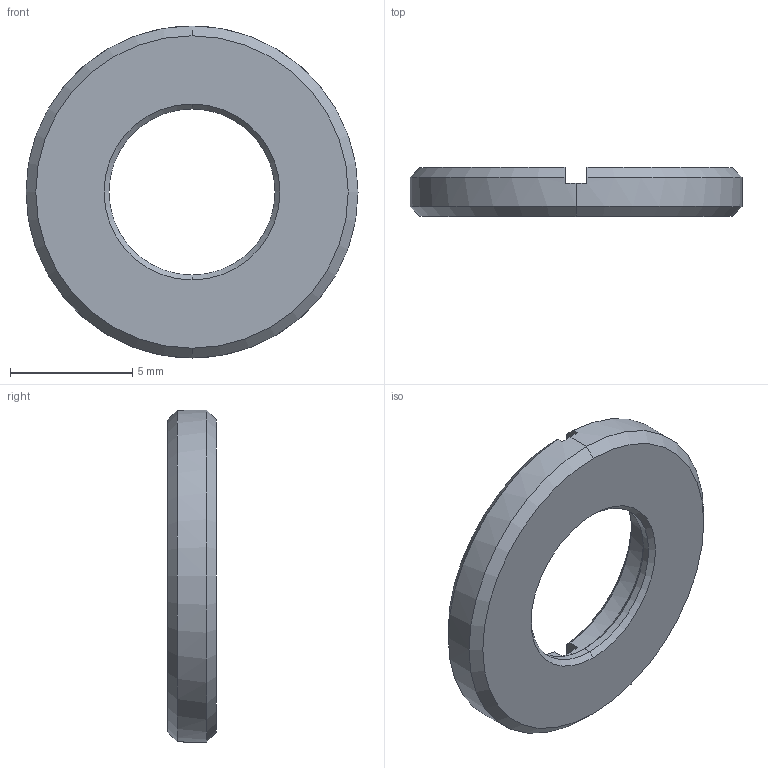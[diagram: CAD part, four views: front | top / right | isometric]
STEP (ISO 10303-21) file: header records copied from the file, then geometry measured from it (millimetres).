
FILE_DESCRIPTION (( 'STEP AP203' ), '1' );
FILE_NAME ('LMA-SM05-8.STEP', '2025-09-16T03:09:37', ( '' ), ( '' ), 'SwSTEP 2.0', 'SolidWorks 2020', '' );
FILE_SCHEMA (( 'CONFIG_CONTROL_DESIGN' ));
Length unit declared in the file: millimetre
Products named in the file (1): LMA-SM05-8
Bounding box: 13.59 x 2 x 13.59 mm (x, y, z)
Volume: 188.1 mm3; surface area: 328.9 mm2
Topology: 1 solids, 1 shells, 348 faces, 960 edges, 638 vertices
Faces by surface type: plane 244, bspline 88, cone 10, cylinder 6
Entity records: 14955 total; most frequent: CARTESIAN_POINT 6587, ORIENTED_EDGE 1920, DIRECTION 1328, EDGE_CURVE 960, LINE 746, VECTOR 746, VERTEX_POINT 638, EDGE_LOOP 374
